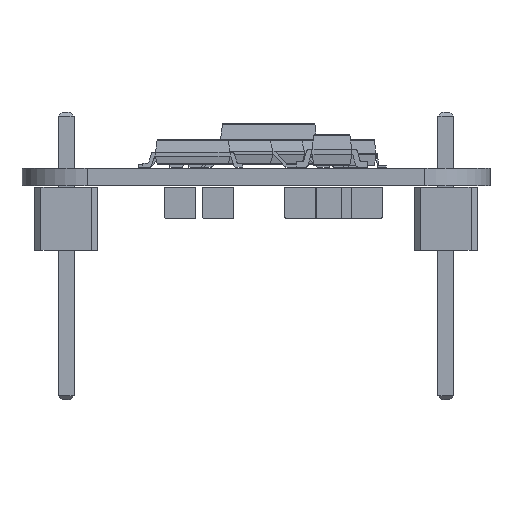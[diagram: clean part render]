
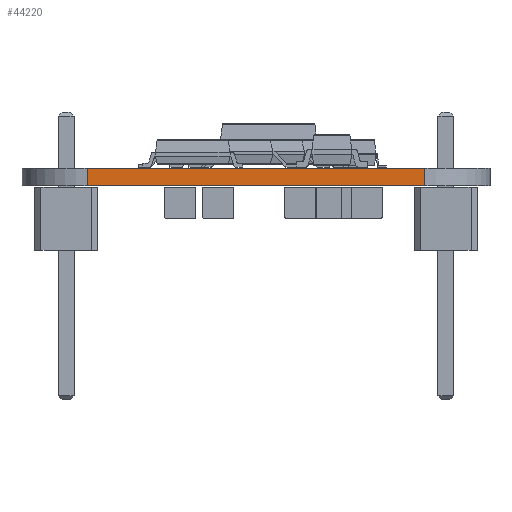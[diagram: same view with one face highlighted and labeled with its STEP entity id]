
A CAD part, front view. The second image highlights one B-rep face of the part: STEP entity #44220.
In plain terms, the highlighted planar face has unit normal (0, -1, 0).
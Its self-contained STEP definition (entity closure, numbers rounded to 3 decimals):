
#43368 = VERTEX_POINT('',#43369);
#43369 = CARTESIAN_POINT('',(0.836,-40.714,0.));
#43376 = EDGE_CURVE('',#43377,#43368,#43379,.T.);
#43377 = VERTEX_POINT('',#43378);
#43378 = CARTESIAN_POINT('',(14.404,-40.714,0.));
#43379 = LINE('',#43380,#43381);
#43380 = CARTESIAN_POINT('',(14.404,-40.714,0.));
#43381 = VECTOR('',#43382,1.);
#43382 = DIRECTION('',(-1.,0.,0.));
#43789 = VERTEX_POINT('',#43790);
#43790 = CARTESIAN_POINT('',(0.836,-40.714,0.7));
#43797 = EDGE_CURVE('',#43798,#43789,#43800,.T.);
#43798 = VERTEX_POINT('',#43799);
#43799 = CARTESIAN_POINT('',(14.404,-40.714,0.7));
#43800 = LINE('',#43801,#43802);
#43801 = CARTESIAN_POINT('',(14.404,-40.714,0.7));
#43802 = VECTOR('',#43803,1.);
#43803 = DIRECTION('',(-1.,0.,0.));
#44192 = EDGE_CURVE('',#43377,#43798,#44193,.T.);
#44193 = LINE('',#44194,#44195);
#44194 = CARTESIAN_POINT('',(14.404,-40.714,0.));
#44195 = VECTOR('',#44196,1.);
#44196 = DIRECTION('',(0.,0.,1.));
#44220 = ADVANCED_FACE('',(#44221),#44232,.T.);
#44221 = FACE_BOUND('',#44222,.T.);
#44222 = EDGE_LOOP('',(#44223,#44224,#44225,#44231));
#44223 = ORIENTED_EDGE('',*,*,#44192,.T.);
#44224 = ORIENTED_EDGE('',*,*,#43797,.T.);
#44225 = ORIENTED_EDGE('',*,*,#44226,.F.);
#44226 = EDGE_CURVE('',#43368,#43789,#44227,.T.);
#44227 = LINE('',#44228,#44229);
#44228 = CARTESIAN_POINT('',(0.836,-40.714,0.));
#44229 = VECTOR('',#44230,1.);
#44230 = DIRECTION('',(0.,0.,1.));
#44231 = ORIENTED_EDGE('',*,*,#43376,.F.);
#44232 = PLANE('',#44233);
#44233 = AXIS2_PLACEMENT_3D('',#44234,#44235,#44236);
#44234 = CARTESIAN_POINT('',(14.404,-40.714,0.));
#44235 = DIRECTION('',(0.,-1.,0.));
#44236 = DIRECTION('',(-1.,0.,0.));
